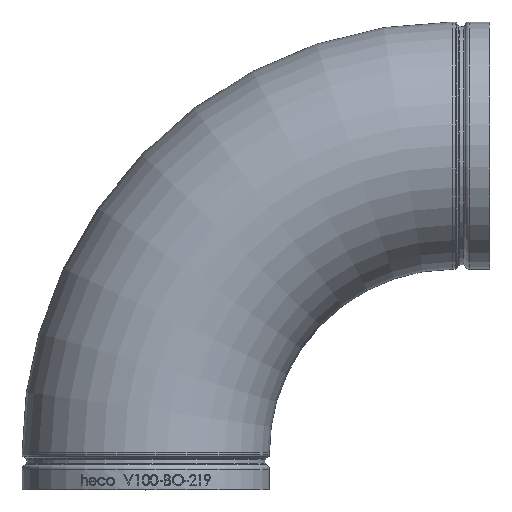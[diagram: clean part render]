
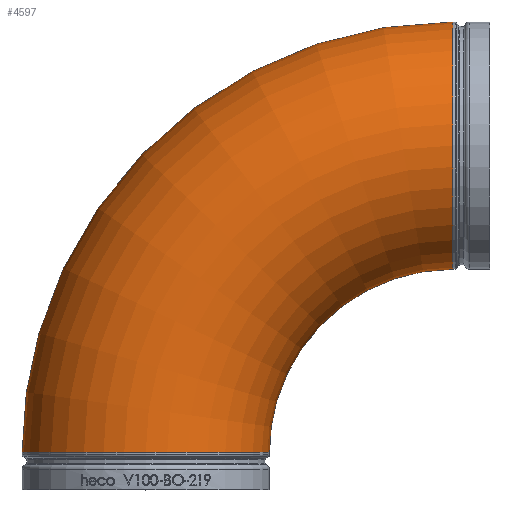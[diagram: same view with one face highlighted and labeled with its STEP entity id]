
A CAD part, top view. The second image highlights one B-rep face of the part: STEP entity #4597.
In plain terms, the highlighted toroidal (fillet/blend) face has major radius 271.741 mm and minor radius 109.537 mm.
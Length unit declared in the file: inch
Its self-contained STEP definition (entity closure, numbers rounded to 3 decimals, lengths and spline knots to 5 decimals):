
#1690 = FACE_OUTER_BOUND ( 'NONE', #5379, .T. ) ;
#2820 = TOROIDAL_SURFACE ( 'NONE', #18474, 10.69847, 4.3125 ) ;
#4422 = CARTESIAN_POINT ( 'NONE',  ( 0., -10.69847, 0. ) ) ;
#4597 = ADVANCED_FACE ( 'NONE', ( #14789, #1690 ), #2820, .T. ) ;
#4925 = AXIS2_PLACEMENT_3D ( 'NONE', #4422, #9681, #16765 ) ;
#5379 = EDGE_LOOP ( 'NONE', ( #12079 ) ) ;
#6308 = CIRCLE ( 'NONE', #10823, 4.3125 ) ;
#6452 = VERTEX_POINT ( 'NONE', #14500 ) ;
#8939 = CIRCLE ( 'NONE', #4925, 4.3125 ) ;
#9681 = DIRECTION ( 'NONE',  ( 0., -1., 0. ) ) ;
#10571 = ORIENTED_EDGE ( 'NONE', *, *, #26895, .F. ) ;
#10609 = DIRECTION ( 'NONE',  ( 0., 0., -1. ) ) ;
#10823 = AXIS2_PLACEMENT_3D ( 'NONE', #27737, #20332, #10609 ) ;
#11377 = DIRECTION ( 'NONE',  ( 0., 0., 1. ) ) ;
#11786 = EDGE_CURVE ( 'NONE', #20378, #20378, #6308, .T. ) ;
#12079 = ORIENTED_EDGE ( 'NONE', *, *, #11786, .F. ) ;
#14500 = CARTESIAN_POINT ( 'NONE',  ( 0., -10.69847, -4.3125 ) ) ;
#14605 = CARTESIAN_POINT ( 'NONE',  ( 10.69847, 0., -4.3125 ) ) ;
#14789 = FACE_OUTER_BOUND ( 'NONE', #25593, .T. ) ;
#16765 = DIRECTION ( 'NONE',  ( 0., 0., -1. ) ) ;
#18474 = AXIS2_PLACEMENT_3D ( 'NONE', #29982, #11377, #30502 ) ;
#20332 = DIRECTION ( 'NONE',  ( 1., 0., 0. ) ) ;
#20378 = VERTEX_POINT ( 'NONE', #14605 ) ;
#25593 = EDGE_LOOP ( 'NONE', ( #10571 ) ) ;
#26895 = EDGE_CURVE ( 'NONE', #6452, #6452, #8939, .T. ) ;
#27737 = CARTESIAN_POINT ( 'NONE',  ( 10.69847, 0., 0. ) ) ;
#29982 = CARTESIAN_POINT ( 'NONE',  ( 10.69847, -10.69847, 0. ) ) ;
#30502 = DIRECTION ( 'NONE',  ( 1., 0., 0. ) ) ;
